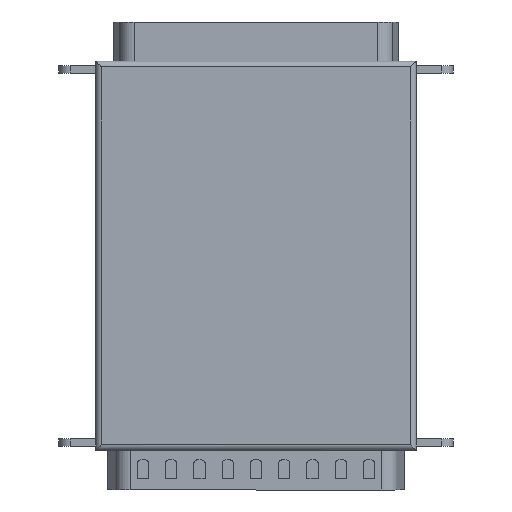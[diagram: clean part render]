
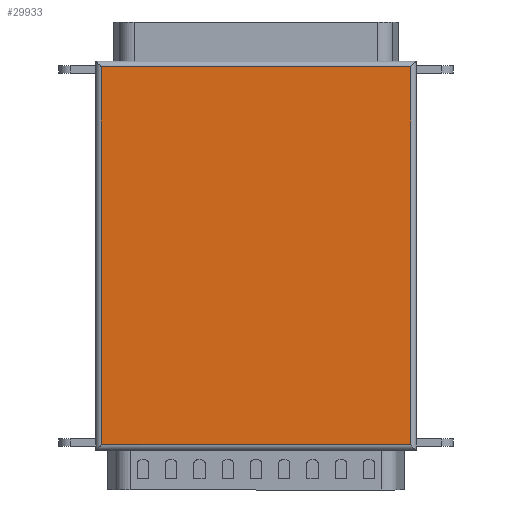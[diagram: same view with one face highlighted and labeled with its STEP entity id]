
A CAD part, front view. The second image highlights one B-rep face of the part: STEP entity #29933.
In plain terms, the highlighted planar face has unit normal (0, -1, 0).
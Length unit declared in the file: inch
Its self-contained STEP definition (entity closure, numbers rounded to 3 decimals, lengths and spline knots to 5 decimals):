
#231 = VECTOR ( 'NONE', #47308, 39.37008 ) ;
#1176 = EDGE_CURVE ( 'NONE', #3637, #41758, #45051, .T. ) ;
#2362 = CARTESIAN_POINT ( 'NONE',  ( -0.82, 0., 1.032 ) ) ;
#3637 = VERTEX_POINT ( 'NONE', #25329 ) ;
#8349 = FACE_OUTER_BOUND ( 'NONE', #9555, .T. ) ;
#8588 = DIRECTION ( 'NONE',  ( 0., 1., 0. ) ) ;
#9555 = EDGE_LOOP ( 'NONE', ( #41671, #40374, #26866, #44639 ) ) ;
#11176 = CARTESIAN_POINT ( 'NONE',  ( 0.82, 0., -1.002 ) ) ;
#11202 = EDGE_CURVE ( 'NONE', #31544, #39472, #39300, .T. ) ;
#11828 = EDGE_CURVE ( 'NONE', #39472, #3637, #46798, .T. ) ;
#12385 = CARTESIAN_POINT ( 'NONE',  ( -0.85, 0., -1.002 ) ) ;
#12434 = DIRECTION ( 'NONE',  ( 0., 0., 1. ) ) ;
#12614 = DIRECTION ( 'NONE',  ( 0., 0., 1. ) ) ;
#13654 = EDGE_CURVE ( 'NONE', #41758, #31544, #44107, .T. ) ;
#16497 = CARTESIAN_POINT ( 'NONE',  ( -0.85, 0., 1.032 ) ) ;
#17348 = VECTOR ( 'NONE', #12614, 39.37008 ) ;
#20073 = PLANE ( 'NONE',  #36541 ) ;
#20538 = VECTOR ( 'NONE', #37459, 39.37008 ) ;
#25329 = CARTESIAN_POINT ( 'NONE',  ( -0.82, 0., 1.002 ) ) ;
#26746 = CARTESIAN_POINT ( 'NONE',  ( -0.82, 0., -1.002 ) ) ;
#26866 = ORIENTED_EDGE ( 'NONE', *, *, #1176, .T. ) ;
#29933 = ADVANCED_FACE ( 'NONE', ( #8349 ), #20073, .F. ) ;
#31544 = VERTEX_POINT ( 'NONE', #11176 ) ;
#31849 = CARTESIAN_POINT ( 'NONE',  ( 0.82, 0., 1.002 ) ) ;
#36541 = AXIS2_PLACEMENT_3D ( 'NONE', #16497, #8588, #12434 ) ;
#37459 = DIRECTION ( 'NONE',  ( 0., 0., -1. ) ) ;
#38765 = VECTOR ( 'NONE', #39313, 39.37008 ) ;
#39300 = LINE ( 'NONE', #47417, #17348 ) ;
#39313 = DIRECTION ( 'NONE',  ( 1., 0., 0. ) ) ;
#39472 = VERTEX_POINT ( 'NONE', #31849 ) ;
#40374 = ORIENTED_EDGE ( 'NONE', *, *, #11828, .T. ) ;
#41671 = ORIENTED_EDGE ( 'NONE', *, *, #11202, .T. ) ;
#41758 = VERTEX_POINT ( 'NONE', #26746 ) ;
#42966 = CARTESIAN_POINT ( 'NONE',  ( -0.85, 0., 1.002 ) ) ;
#44107 = LINE ( 'NONE', #12385, #38765 ) ;
#44639 = ORIENTED_EDGE ( 'NONE', *, *, #13654, .T. ) ;
#45051 = LINE ( 'NONE', #2362, #20538 ) ;
#46798 = LINE ( 'NONE', #42966, #231 ) ;
#47308 = DIRECTION ( 'NONE',  ( -1., 0., 0. ) ) ;
#47417 = CARTESIAN_POINT ( 'NONE',  ( 0.82, 0., 1.032 ) ) ;
